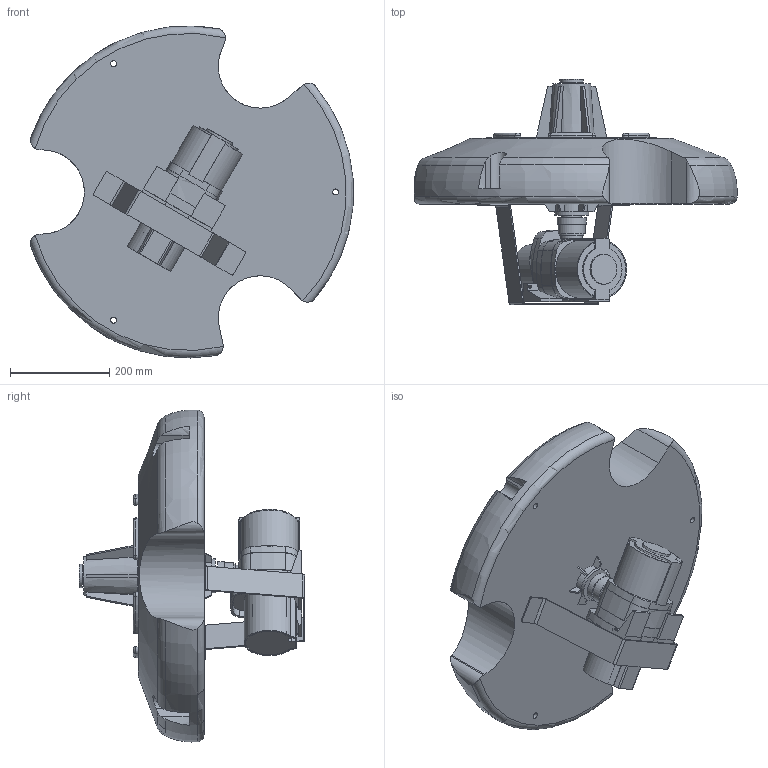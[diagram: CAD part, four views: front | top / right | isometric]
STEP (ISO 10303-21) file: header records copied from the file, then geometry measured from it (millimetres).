
FILE_DESCRIPTION(/* description */ (''),/* implementation_level */ '2;1');
FILE_NAME(/* name */ '54019_Pondjet.stp',/* time_stamp */ '2017-09-25T11:50:38+02:00',/* author */ ('guzb562'),/* organization */ (''),/* preprocessor_version */ 'ST-DEVELOPER v16.1',/* originating_system */ 'Autodesk Inventor 2016',/* authorisation */ '');
FILE_SCHEMA (('AUTOMOTIVE_DESIGN { 1 0 10303 214 3 1 1 }'));
Length unit declared in the file: millimetre
Products named in the file (1): pondjet
Bounding box: 652.62 x 454.71 x 670.34 mm (x, y, z)
Volume: 37614669.1 mm3; surface area: 1313469.7 mm2
Topology: 3 solids, 6 shells, 737 faces, 2024 edges, 1337 vertices
Faces by surface type: plane 480, cylinder 152, bspline 47, cone 33, torus 25
Full cylindrical faces by diameter (mm): 14.177 x2, 23.436 x1, 33.85 x1, 40.074 x1, 44.052 x1, 47.264 x1, 49.457 x1, 54.421 x1, 58.159 x1, 59.996 x1, 64.669 x1, 68.769 x1, 112.547 x1, 116 x1, 207.964 x1, 217.72 x1
Entity records: 25059 total; most frequent: CARTESIAN_POINT 7628, ORIENTED_EDGE 3980, DIRECTION 3130, EDGE_CURVE 1990, VERTEX_POINT 1326, AXIS2_PLACEMENT_3D 1126, LINE 878, VECTOR 878
